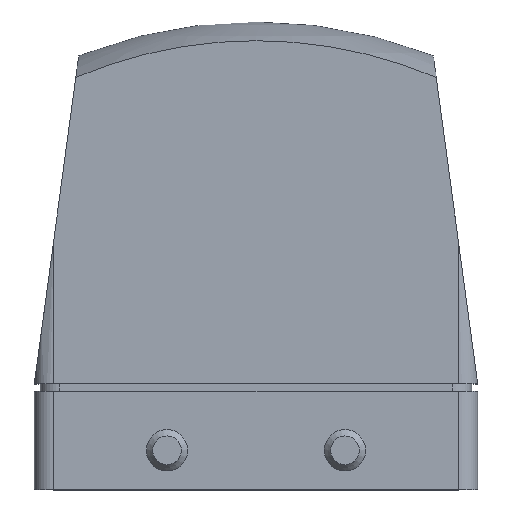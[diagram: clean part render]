
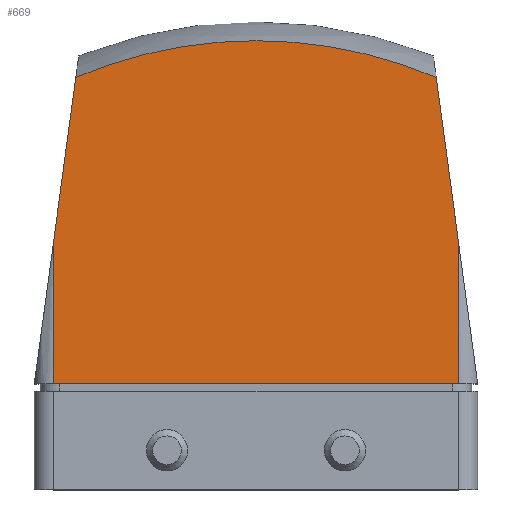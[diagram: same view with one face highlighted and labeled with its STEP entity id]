
A CAD part, top view. The second image highlights one B-rep face of the part: STEP entity #669.
In plain terms, the highlighted planar face has unit normal (0, 0, 1).
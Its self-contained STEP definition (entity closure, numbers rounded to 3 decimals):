
#103 = AXIS2_PLACEMENT_3D ( 'NONE', #1038, #1037, #1036 ) ;
#268 = VECTOR ( 'NONE', #1493, 1000. ) ;
#271 = AXIS2_PLACEMENT_3D ( 'NONE', #1497, #1496, #1495 ) ;
#273 = VECTOR ( 'NONE', #1501, 1000. ) ;
#278 = VECTOR ( 'NONE', #1507, 1000. ) ;
#280 = VECTOR ( 'NONE', #1509, 1000. ) ;
#281 = CIRCLE ( 'NONE', #271, 76.355 ) ;
#288 = VECTOR ( 'NONE', #1523, 1000. ) ;
#552 = EDGE_CURVE ( 'NONE', #2638, #2640, #2242, .T. ) ;
#557 = EDGE_CURVE ( 'NONE', #2635, #2639, #2244, .T. ) ;
#558 = EDGE_CURVE ( 'NONE', #2640, #2639, #2245, .T. ) ;
#560 = EDGE_CURVE ( 'NONE', #2634, #2635, #2246, .T. ) ;
#562 = EDGE_CURVE ( 'NONE', #2637, #2638, #281, .T. ) ;
#563 = EDGE_CURVE ( 'NONE', #2634, #2637, #2247, .T. ) ;
#669 = ADVANCED_FACE ( 'NONE', ( #2374 ), #1040, .F. ) ;
#828 = CARTESIAN_POINT ( 'NONE',  ( 70.3, 41.187, 43.5 ) ) ;
#829 = CARTESIAN_POINT ( 'NONE',  ( 70.3, 17.55, 43.5 ) ) ;
#830 = CARTESIAN_POINT ( 'NONE',  ( 66.627, 68.317, 43.5 ) ) ;
#831 = CARTESIAN_POINT ( 'NONE',  ( 6.873, 68.317, 43.5 ) ) ;
#833 = CARTESIAN_POINT ( 'NONE',  ( 3.2, 17.55, 43.5 ) ) ;
#834 = CARTESIAN_POINT ( 'NONE',  ( 3.2, 41.187, 43.5 ) ) ;
#1036 = DIRECTION ( 'NONE',  ( -1., 0., 0. ) ) ;
#1037 = DIRECTION ( 'NONE',  ( 0., 0., -1. ) ) ;
#1038 = CARTESIAN_POINT ( 'NONE',  ( 3.2, 65.55, 43.5 ) ) ;
#1040 = PLANE ( 'NONE',  #103 ) ;
#1493 = DIRECTION ( 'NONE',  ( 0.134, 0.991, 0. ) ) ;
#1494 = CARTESIAN_POINT ( 'NONE',  ( 0., 17.55, 43.5 ) ) ;
#1495 = DIRECTION ( 'NONE',  ( 1., 0., 0. ) ) ;
#1496 = DIRECTION ( 'NONE',  ( 0., 0., -1. ) ) ;
#1497 = CARTESIAN_POINT ( 'NONE',  ( 36.75, -1.95, 43.5 ) ) ;
#1501 = DIRECTION ( 'NONE',  ( 0., -1., 0. ) ) ;
#1502 = CARTESIAN_POINT ( 'NONE',  ( 3.2, 65.55, 43.5 ) ) ;
#1507 = DIRECTION ( 'NONE',  ( 0., -1., 0. ) ) ;
#1508 = CARTESIAN_POINT ( 'NONE',  ( 70.3, 65.55, 43.5 ) ) ;
#1509 = DIRECTION ( 'NONE',  ( 1., 0., 0. ) ) ;
#1510 = CARTESIAN_POINT ( 'NONE',  ( 3.2, 17.55, 43.5 ) ) ;
#1523 = DIRECTION ( 'NONE',  ( 0.134, -0.991, 0. ) ) ;
#1524 = CARTESIAN_POINT ( 'NONE',  ( 73.5, 17.55, 43.5 ) ) ;
#2091 = EDGE_LOOP ( 'NONE', ( #2907, #2897, #2896, #2895, #2899, #2900 ) ) ;
#2242 = LINE ( 'NONE', #1524, #288 ) ;
#2244 = LINE ( 'NONE', #1510, #280 ) ;
#2245 = LINE ( 'NONE', #1508, #278 ) ;
#2246 = LINE ( 'NONE', #1502, #273 ) ;
#2247 = LINE ( 'NONE', #1494, #268 ) ;
#2374 = FACE_OUTER_BOUND ( 'NONE', #2091, .T. ) ;
#2634 = VERTEX_POINT ( 'NONE', #834 ) ;
#2635 = VERTEX_POINT ( 'NONE', #833 ) ;
#2637 = VERTEX_POINT ( 'NONE', #831 ) ;
#2638 = VERTEX_POINT ( 'NONE', #830 ) ;
#2639 = VERTEX_POINT ( 'NONE', #829 ) ;
#2640 = VERTEX_POINT ( 'NONE', #828 ) ;
#2895 = ORIENTED_EDGE ( 'NONE', *, *, #557, .T. ) ;
#2896 = ORIENTED_EDGE ( 'NONE', *, *, #560, .T. ) ;
#2897 = ORIENTED_EDGE ( 'NONE', *, *, #563, .F. ) ;
#2899 = ORIENTED_EDGE ( 'NONE', *, *, #558, .F. ) ;
#2900 = ORIENTED_EDGE ( 'NONE', *, *, #552, .F. ) ;
#2907 = ORIENTED_EDGE ( 'NONE', *, *, #562, .F. ) ;
